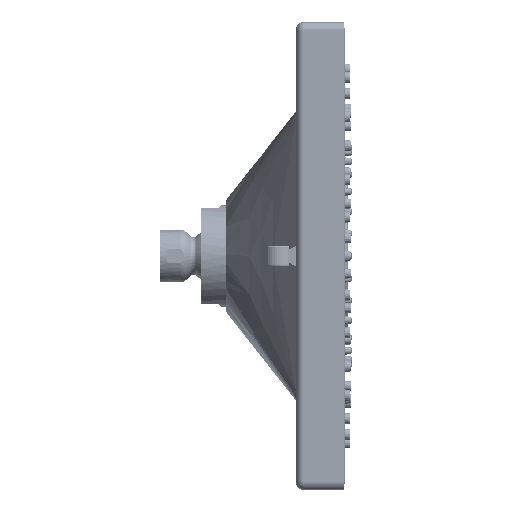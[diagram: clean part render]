
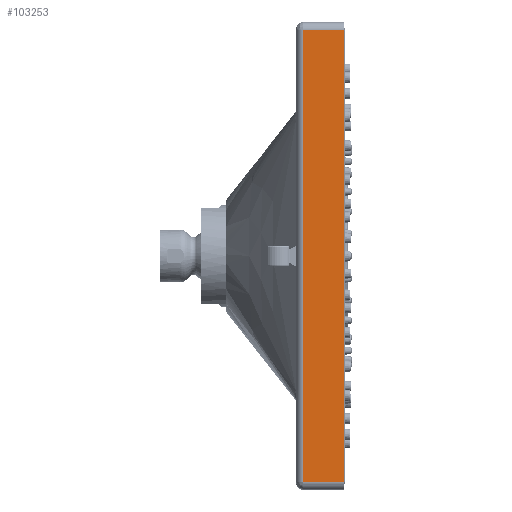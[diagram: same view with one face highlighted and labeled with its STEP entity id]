
A CAD part, left-side view. The second image highlights one B-rep face of the part: STEP entity #103253.
In plain terms, the highlighted face is planar.
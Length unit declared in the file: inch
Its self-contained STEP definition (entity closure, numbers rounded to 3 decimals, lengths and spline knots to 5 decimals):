
#97656=DIRECTION('',(0.,0.,-1.));
#97657=VECTOR('',#97656,7.73);
#97658=CARTESIAN_POINT('',(4.01,0.,3.865));
#97659=LINE('',#97658,#97657);
#99721=DIRECTION('',(0.,-1.,0.));
#99722=VECTOR('',#99721,0.69);
#99723=CARTESIAN_POINT('',(4.01,0.69,-3.865));
#99724=LINE('',#99723,#99722);
#99728=DIRECTION('',(0.,-1.,0.));
#99729=VECTOR('',#99728,0.69);
#99730=CARTESIAN_POINT('',(4.01,0.69,3.865));
#99731=LINE('',#99730,#99729);
#99735=DIRECTION('',(0.,0.,-1.));
#99736=VECTOR('',#99735,7.73);
#99737=CARTESIAN_POINT('',(4.01,0.69,3.865));
#99738=LINE('',#99737,#99736);
#99960=CARTESIAN_POINT('',(4.01,0.,-3.865));
#99962=VERTEX_POINT('',#99960);
#99963=CARTESIAN_POINT('',(4.01,0.69,-3.865));
#99964=VERTEX_POINT('',#99963);
#99971=CARTESIAN_POINT('',(4.01,0.,3.865));
#99973=VERTEX_POINT('',#99971);
#99977=CARTESIAN_POINT('',(4.01,0.69,3.865));
#99978=VERTEX_POINT('',#99977);
#103241=CARTESIAN_POINT('',(4.01,0.,4.01));
#103242=DIRECTION('',(1.,0.,0.));
#103243=DIRECTION('',(0.,0.,-1.));
#103244=AXIS2_PLACEMENT_3D('',#103241,#103242,#103243);
#103245=PLANE('',#103244);
#103246=ORIENTED_EDGE('',*,*,#103234,.T.);
#103247=ORIENTED_EDGE('',*,*,#100010,.F.);
#103249=ORIENTED_EDGE('',*,*,#103248,.F.);
#103250=ORIENTED_EDGE('',*,*,#103196,.T.);
#103251=EDGE_LOOP('',(#103246,#103247,#103249,#103250));
#103252=FACE_OUTER_BOUND('',#103251,.F.);
#100010=EDGE_CURVE('',#99973,#99962,#97659,.T.);
#103196=EDGE_CURVE('',#99978,#99964,#99738,.T.);
#103234=EDGE_CURVE('',#99964,#99962,#99724,.T.);
#103248=EDGE_CURVE('',#99978,#99973,#99731,.T.);
#103253=ADVANCED_FACE('',(#103252),#103245,.T.);
